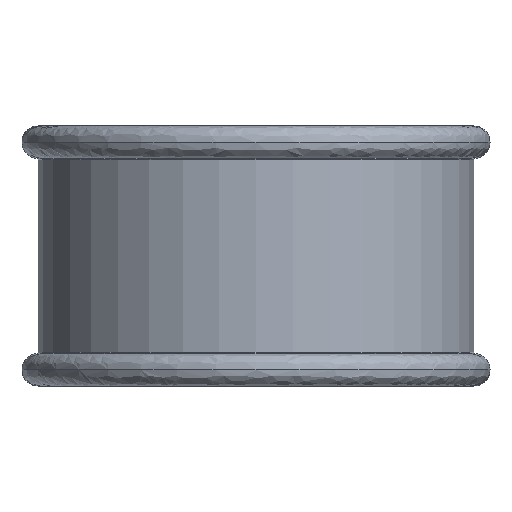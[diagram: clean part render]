
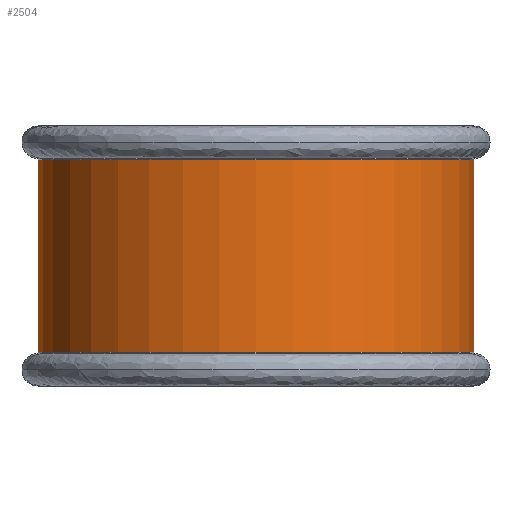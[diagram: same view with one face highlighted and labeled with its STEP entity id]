
A CAD part, front view. The second image highlights one B-rep face of the part: STEP entity #2504.
In plain terms, the highlighted cylindrical face has radius 33.5 mm (diameter 67 mm), a partial arc.
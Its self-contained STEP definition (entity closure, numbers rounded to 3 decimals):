
#159 = FACE_OUTER_BOUND ( 'NONE', #2641, .T. ) ;
#258 = AXIS2_PLACEMENT_3D ( 'NONE', #361, #2509, #1311 ) ;
#302 = CARTESIAN_POINT ( 'NONE',  ( -33.485, -1., 14.807 ) ) ;
#361 = CARTESIAN_POINT ( 'NONE',  ( 0., 0., -14.807 ) ) ;
#423 = AXIS2_PLACEMENT_3D ( 'NONE', #2066, #2053, #2985 ) ;
#467 = DIRECTION ( 'NONE',  ( 0., 0., -1. ) ) ;
#471 = VECTOR ( 'NONE', #1403, 1000. ) ;
#642 = EDGE_CURVE ( 'NONE', #1852, #669, #1462, .T. ) ;
#651 = CARTESIAN_POINT ( 'NONE',  ( -33.485, -1., -14.807 ) ) ;
#669 = VERTEX_POINT ( 'NONE', #2009 ) ;
#723 = EDGE_CURVE ( 'NONE', #669, #963, #1627, .T. ) ;
#892 = EDGE_CURVE ( 'NONE', #1028, #1852, #3002, .T. ) ;
#963 = VERTEX_POINT ( 'NONE', #1599 ) ;
#971 = VECTOR ( 'NONE', #2293, 1000. ) ;
#1025 = ORIENTED_EDGE ( 'NONE', *, *, #642, .T. ) ;
#1028 = VERTEX_POINT ( 'NONE', #302 ) ;
#1122 = CYLINDRICAL_SURFACE ( 'NONE', #423, 33.5 ) ;
#1311 = DIRECTION ( 'NONE',  ( -1., 0., 0. ) ) ;
#1403 = DIRECTION ( 'NONE',  ( 0., 0., 1. ) ) ;
#1462 = CIRCLE ( 'NONE', #258, 33.5 ) ;
#1545 = ORIENTED_EDGE ( 'NONE', *, *, #723, .T. ) ;
#1599 = CARTESIAN_POINT ( 'NONE',  ( 33.485, -1., 14.807 ) ) ;
#1627 = LINE ( 'NONE', #2120, #471 ) ;
#1852 = VERTEX_POINT ( 'NONE', #651 ) ;
#1929 = EDGE_CURVE ( 'NONE', #963, #1028, #2629, .T. ) ;
#2009 = CARTESIAN_POINT ( 'NONE',  ( 33.485, -1., -14.807 ) ) ;
#2053 = DIRECTION ( 'NONE',  ( 0., 0., -1. ) ) ;
#2066 = CARTESIAN_POINT ( 'NONE',  ( 0., 0., 0. ) ) ;
#2080 = ORIENTED_EDGE ( 'NONE', *, *, #892, .T. ) ;
#2095 = DIRECTION ( 'NONE',  ( -1., 0., 0. ) ) ;
#2120 = CARTESIAN_POINT ( 'NONE',  ( 33.485, -1., 0. ) ) ;
#2293 = DIRECTION ( 'NONE',  ( 0., 0., -1. ) ) ;
#2328 = CARTESIAN_POINT ( 'NONE',  ( 0., 0., 14.807 ) ) ;
#2504 = ADVANCED_FACE ( 'NONE', ( #159 ), #1122, .T. ) ;
#2509 = DIRECTION ( 'NONE',  ( 0., 0., 1. ) ) ;
#2544 = CARTESIAN_POINT ( 'NONE',  ( -33.485, -1., 0. ) ) ;
#2629 = CIRCLE ( 'NONE', #2873, 33.5 ) ;
#2641 = EDGE_LOOP ( 'NONE', ( #1545, #2665, #2080, #1025 ) ) ;
#2665 = ORIENTED_EDGE ( 'NONE', *, *, #1929, .T. ) ;
#2873 = AXIS2_PLACEMENT_3D ( 'NONE', #2328, #467, #2095 ) ;
#2985 = DIRECTION ( 'NONE',  ( -1., 0., 0. ) ) ;
#3002 = LINE ( 'NONE', #2544, #971 ) ;
